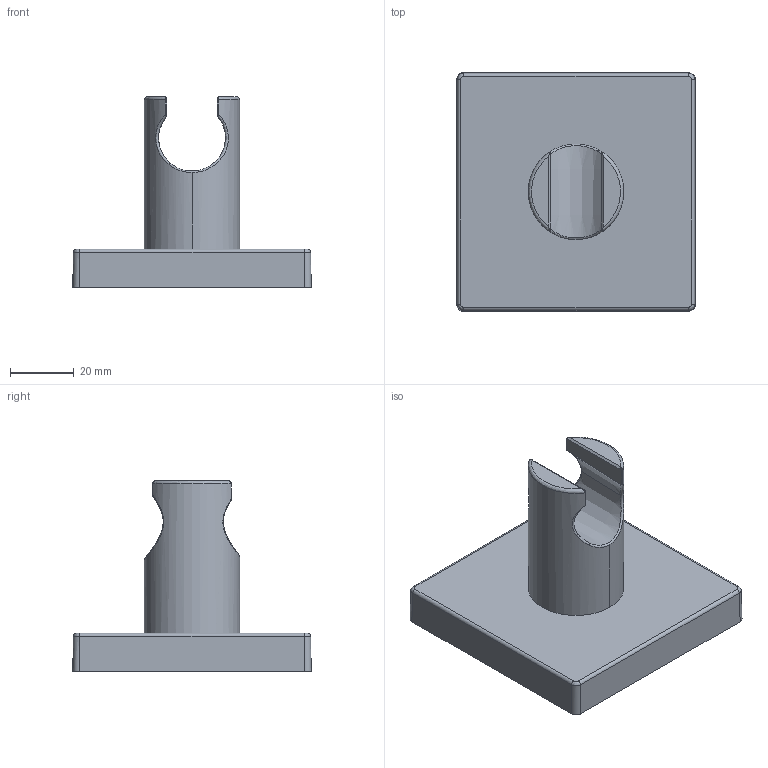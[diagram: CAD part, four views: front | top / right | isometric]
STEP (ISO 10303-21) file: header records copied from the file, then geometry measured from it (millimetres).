
FILE_DESCRIPTION (( 'STEP AP203' ), '1' );
FILE_NAME ('44440100.STEP', '2017-03-21T12:36:54', ( '' ), ( '' ), 'SwSTEP 2.0', 'SolidWorks 2016', '' );
FILE_SCHEMA (( 'CONFIG_CONTROL_DESIGN' ));
Length unit declared in the file: millimetre
Products named in the file (1): 44440100
Bounding box: 75 x 75 x 60 mm (x, y, z)
Volume: 89097.6 mm3; surface area: 19155 mm2
Topology: 1 solids, 1 shells, 43 faces, 104 edges, 64 vertices
Faces by surface type: plane 16, bspline 14, cylinder 10, cone 3
Entity records: 3283 total; most frequent: CARTESIAN_POINT 2350, ORIENTED_EDGE 208, DIRECTION 126, EDGE_CURVE 104, VERTEX_POINT 64, EDGE_LOOP 44, B_SPLINE_CURVE_WITH_KNOTS 44, ADVANCED_FACE 43
